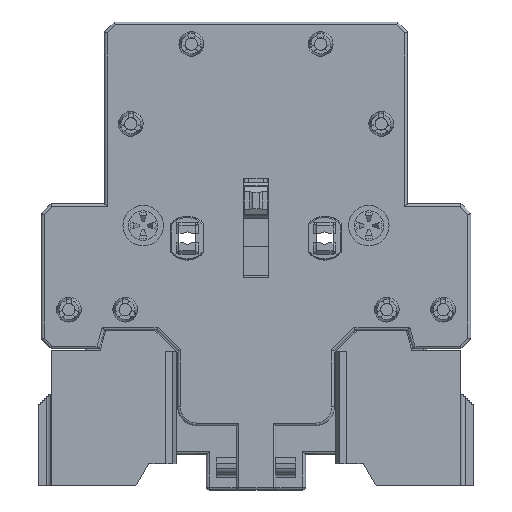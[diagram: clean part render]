
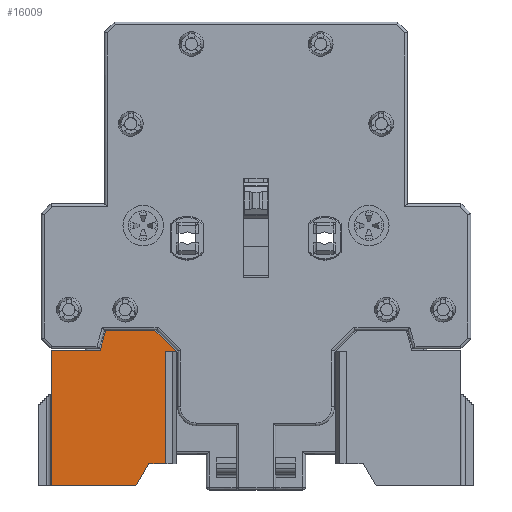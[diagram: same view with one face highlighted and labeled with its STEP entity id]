
A CAD part, front view. The second image highlights one B-rep face of the part: STEP entity #16009.
In plain terms, the highlighted planar face has unit normal (0, -1, 0).
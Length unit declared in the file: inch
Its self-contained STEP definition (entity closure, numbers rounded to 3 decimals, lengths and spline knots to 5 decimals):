
#15896=CARTESIAN_POINT('',(-0.63363,-0.15748,-0.68321));
#15897=VERTEX_POINT('',#15896);
#15905=CARTESIAN_POINT('',(-0.63363,-0.15748,-1.48425));
#15906=VERTEX_POINT('',#15905);
#15907=CARTESIAN_POINT('',(-0.63363,-0.15748,-0.68321));
#15908=DIRECTION('',(0.0,0.0,-1.0));
#15909=VECTOR('',#15908,0.80104);
#15910=LINE('',#15907,#15909);
#15911=EDGE_CURVE('',#15897,#15906,#15910,.T.);
#15931=CARTESIAN_POINT('',(-1.03176,-0.15748,-1.11283));
#15932=DIRECTION('',(0.0,-1.0,0.0));
#15933=DIRECTION('',(1.0,0.0,0.0));
#15934=AXIS2_PLACEMENT_3D('',#15931,#15932,#15933);
#15935=PLANE('',#15934);
#15936=ORIENTED_EDGE('',*,*,#15911,.F.);
#15937=CARTESIAN_POINT('',(-0.57087,-0.15748,-0.68321));
#15938=VERTEX_POINT('',#15937);
#15939=CARTESIAN_POINT('',(-0.63363,-0.15748,-0.68321));
#15940=DIRECTION('',(1.0,0.0,0.0));
#15941=VECTOR('',#15940,0.06276);
#15942=LINE('',#15939,#15941);
#15943=EDGE_CURVE('',#15897,#15938,#15942,.T.);
#15944=ORIENTED_EDGE('',*,*,#15943,.T.);
#15945=CARTESIAN_POINT('',(-0.72258,-0.15748,-0.5315));
#15946=VERTEX_POINT('',#15945);
#15947=CARTESIAN_POINT('',(-0.72258,-0.15748,-0.5315));
#15948=DIRECTION('',(0.707,0.,-0.707));
#15949=VECTOR('',#15948,0.21456);
#15950=LINE('',#15947,#15949);
#15951=EDGE_CURVE('',#15946,#15938,#15950,.T.);
#15952=ORIENTED_EDGE('',*,*,#15951,.F.);
#15953=CARTESIAN_POINT('',(-1.07442,-0.15748,-0.5315));
#15954=VERTEX_POINT('',#15953);
#15955=CARTESIAN_POINT('',(-1.07442,-0.15748,-0.5315));
#15956=DIRECTION('',(1.0,0.0,0.0));
#15957=VECTOR('',#15956,0.35184);
#15958=LINE('',#15955,#15957);
#15959=EDGE_CURVE('',#15954,#15946,#15958,.T.);
#15960=ORIENTED_EDGE('',*,*,#15959,.F.);
#15961=CARTESIAN_POINT('',(-1.11459,-0.15748,-0.67421));
#15962=VERTEX_POINT('',#15961);
#15963=CARTESIAN_POINT('',(-1.11459,-0.15748,-0.67421));
#15964=DIRECTION('',(0.271,0.,0.963));
#15965=VECTOR('',#15964,0.14826);
#15966=LINE('',#15963,#15965);
#15967=EDGE_CURVE('',#15962,#15954,#15966,.T.);
#15968=ORIENTED_EDGE('',*,*,#15967,.F.);
#15969=CARTESIAN_POINT('',(-1.46584,-0.15748,-0.67421));
#15970=VERTEX_POINT('',#15969);
#15971=CARTESIAN_POINT('',(-1.46584,-0.15748,-0.67421));
#15972=DIRECTION('',(1.0,0.0,0.0));
#15973=VECTOR('',#15972,0.35124);
#15974=LINE('',#15971,#15973);
#15975=EDGE_CURVE('',#15970,#15962,#15974,.T.);
#15976=ORIENTED_EDGE('',*,*,#15975,.F.);
#15977=CARTESIAN_POINT('',(-1.46584,-0.15748,-1.6437));
#15978=VERTEX_POINT('',#15977);
#15979=CARTESIAN_POINT('',(-1.46584,-0.15748,-1.6437));
#15980=DIRECTION('',(0.0,0.0,1.0));
#15981=VECTOR('',#15980,0.96949);
#15982=LINE('',#15979,#15981);
#15983=EDGE_CURVE('',#15978,#15970,#15982,.T.);
#15984=ORIENTED_EDGE('',*,*,#15983,.F.);
#15985=CARTESIAN_POINT('',(-0.85824,-0.15748,-1.6437));
#15986=VERTEX_POINT('',#15985);
#15987=CARTESIAN_POINT('',(-0.85824,-0.15748,-1.6437));
#15988=DIRECTION('',(-1.0,0.0,0.0));
#15989=VECTOR('',#15988,0.6076);
#15990=LINE('',#15987,#15989);
#15991=EDGE_CURVE('',#15986,#15978,#15990,.T.);
#15992=ORIENTED_EDGE('',*,*,#15991,.F.);
#15993=CARTESIAN_POINT('',(-0.76618,-0.15748,-1.48425));
#15994=VERTEX_POINT('',#15993);
#15995=CARTESIAN_POINT('',(-0.76618,-0.15748,-1.48425));
#15996=DIRECTION('',(-0.5,0.,-0.866));
#15997=VECTOR('',#15996,0.18412);
#15998=LINE('',#15995,#15997);
#15999=EDGE_CURVE('',#15994,#15986,#15998,.T.);
#16000=ORIENTED_EDGE('',*,*,#15999,.F.);
#16001=CARTESIAN_POINT('',(-0.63363,-0.15748,-1.48425));
#16002=DIRECTION('',(-1.0,0.0,0.0));
#16003=VECTOR('',#16002,0.13255);
#16004=LINE('',#16001,#16003);
#16005=EDGE_CURVE('',#15906,#15994,#16004,.T.);
#16006=ORIENTED_EDGE('',*,*,#16005,.F.);
#16007=EDGE_LOOP('',(#15936,#15944,#15952,#15960,#15968,#15976,#15984,#15992,#16000,#16006));
#16008=FACE_OUTER_BOUND('',#16007,.T.);
#16009=ADVANCED_FACE('',(#16008),#15935,.T.);
